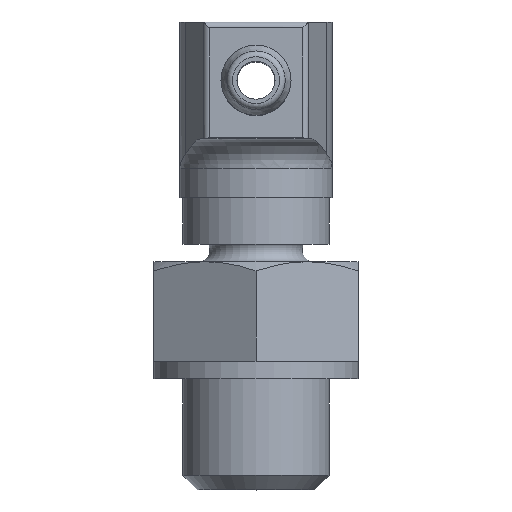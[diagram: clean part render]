
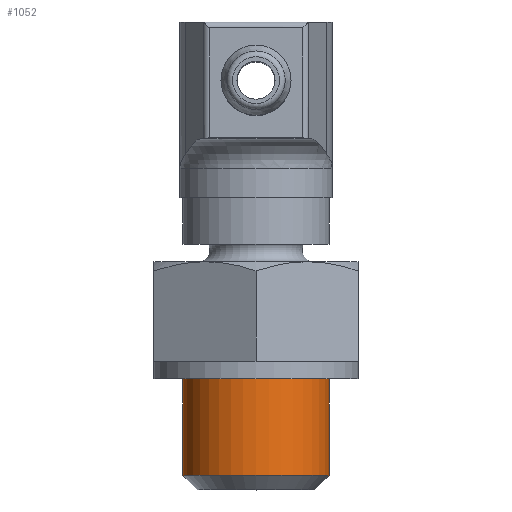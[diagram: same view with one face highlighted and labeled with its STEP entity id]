
A CAD part, top view. The second image highlights one B-rep face of the part: STEP entity #1052.
In plain terms, the highlighted cylindrical face has radius 2.5 mm (diameter 5 mm), a full revolution.
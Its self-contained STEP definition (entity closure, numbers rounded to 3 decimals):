
#440=ORIENTED_EDGE('',*,*,#603,.F.);
#441=ORIENTED_EDGE('',*,*,#604,.T.);
#603=EDGE_CURVE('',#706,#706,#753,.T.);
#604=EDGE_CURVE('',#707,#707,#754,.T.);
#706=VERTEX_POINT('',#1890);
#707=VERTEX_POINT('',#1893);
#753=CIRCLE('',#1194,2.5);
#754=CIRCLE('',#1196,2.5);
#849=EDGE_LOOP('',(#440));
#850=EDGE_LOOP('',(#441));
#953=FACE_BOUND('',#849,.T.);
#954=FACE_BOUND('',#850,.T.);
#989=CYLINDRICAL_SURFACE('',#1195,2.5);
#1052=ADVANCED_FACE('',(#953,#954),#989,.T.);
#1194=AXIS2_PLACEMENT_3D('',#1889,#1500,#1501);
#1195=AXIS2_PLACEMENT_3D('',#1891,#1502,#1503);
#1196=AXIS2_PLACEMENT_3D('',#1892,#1504,#1505);
#1500=DIRECTION('',(0.,-1.,0.));
#1501=DIRECTION('',(0.,0.,-1.));
#1502=DIRECTION('',(0.,-1.,0.));
#1503=DIRECTION('',(0.,0.,-1.));
#1504=DIRECTION('',(0.,-1.,0.));
#1505=DIRECTION('',(0.,0.,-1.));
#1889=CARTESIAN_POINT('',(0.,-3.31,0.));
#1890=CARTESIAN_POINT('',(0.,-3.31,-2.5));
#1891=CARTESIAN_POINT('',(0.,-3.8,0.));
#1892=CARTESIAN_POINT('',(0.,0.,0.));
#1893=CARTESIAN_POINT('',(0.,0.,-2.5));
